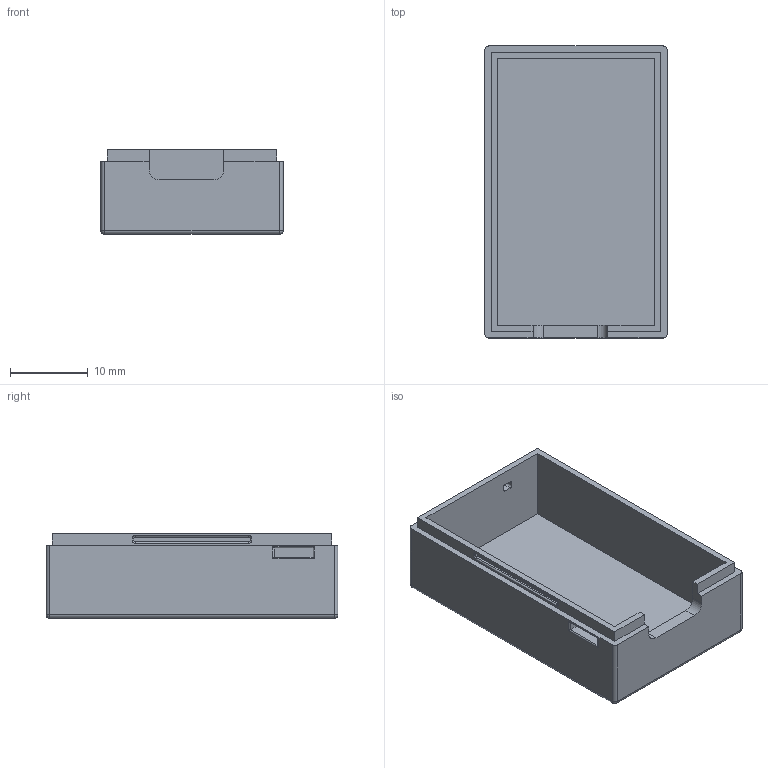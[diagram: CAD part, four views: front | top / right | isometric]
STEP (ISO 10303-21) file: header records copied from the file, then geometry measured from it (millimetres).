
FILE_DESCRIPTION(/* description */ (''),/* implementation_level */ '2;1');
FILE_NAME(/* name */ 'SlimCase-602030-FDM v1.step',/* time_stamp */ '2025-06-11T07:07:45+02:00',/* author */ (''),/* organization */ (''),/* preprocessor_version */ 'ST-DEVELOPER v20.1',/* originating_system */ 'Autodesk Translation Framework v14.10.0.0',/* authorisation */ '');
FILE_SCHEMA (('AUTOMOTIVE_DESIGN { 1 0 10303 214 3 1 1 }'));
Length unit declared in the file: millimetre
Products named in the file (1): SlimCase-602030-FDM
Bounding box: 23.4 x 37.5 x 10.9 mm (x, y, z)
Volume: 2764 mm3; surface area: 4042.7 mm2
Topology: 1 solids, 1 shells, 84 faces, 208 edges, 128 vertices
Faces by surface type: plane 38, cylinder 34, torus 8, sphere 4
Entity records: 2509 total; most frequent: DIRECTION 450, CARTESIAN_POINT 421, ORIENTED_EDGE 416, EDGE_CURVE 208, AXIS2_PLACEMENT_3D 157, LINE 136, VECTOR 136, VERTEX_POINT 128
